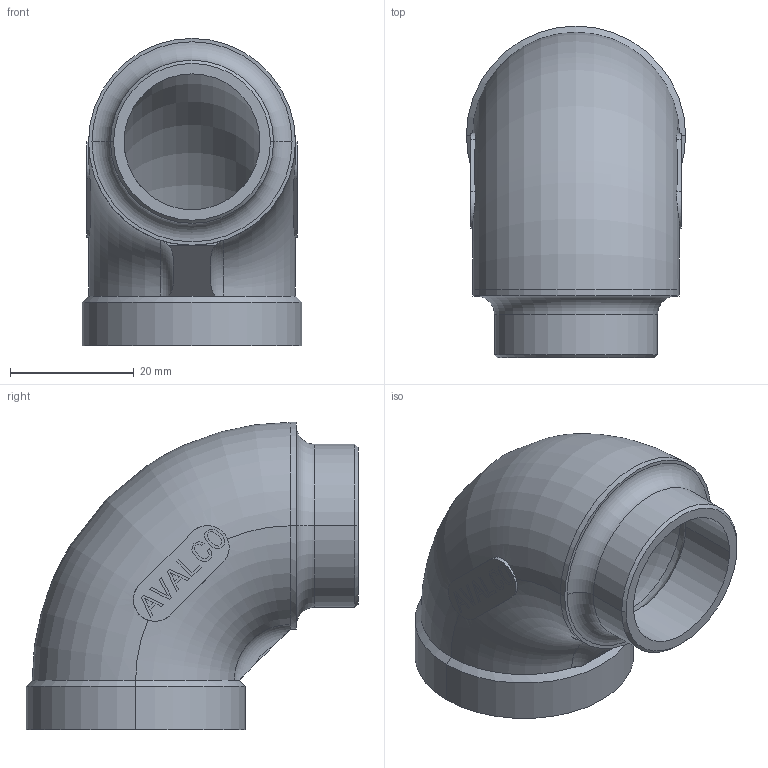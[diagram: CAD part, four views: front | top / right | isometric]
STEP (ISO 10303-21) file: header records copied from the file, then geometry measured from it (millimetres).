
FILE_DESCRIPTION(( 'RX.22.34.34.stp' ), '1');
FILE_NAME( 'RX.22.34.34.stp', '2018-10-10T14:48:57',( 'Sopra'),('sopra-pneumatic.com'), 'SwSTEP 2.0','SolidWorks 2009','' );
FILE_SCHEMA(('CONFIG_CONTROL_DESIGN'));
Length unit declared in the file: millimetre
Products named in the file (1): DS020-R34G34
Bounding box: 35.5 x 53.75 x 49.75 mm (x, y, z)
Volume: 22710.3 mm3; surface area: 11357.4 mm2
Topology: 1 solids, 1 shells, 273 faces, 736 edges, 484 vertices
Faces by surface type: plane 240, cylinder 14, torus 9, cone 6, bspline 4
Entity records: 8446 total; most frequent: CARTESIAN_POINT 1808, ORIENTED_EDGE 1472, DIRECTION 1148, EDGE_CURVE 736, VECTOR 654, LINE 654, VERTEX_POINT 484, EDGE_LOOP 294
